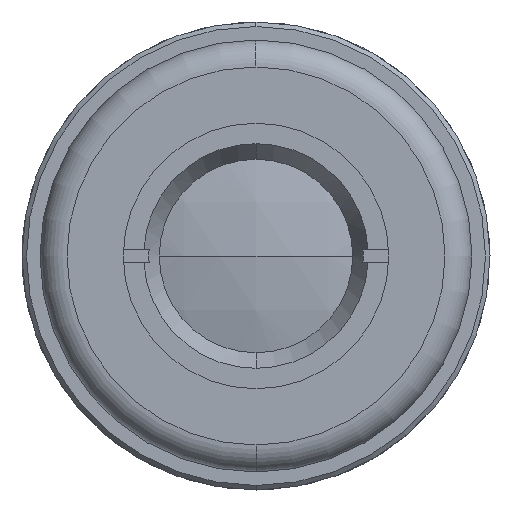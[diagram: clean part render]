
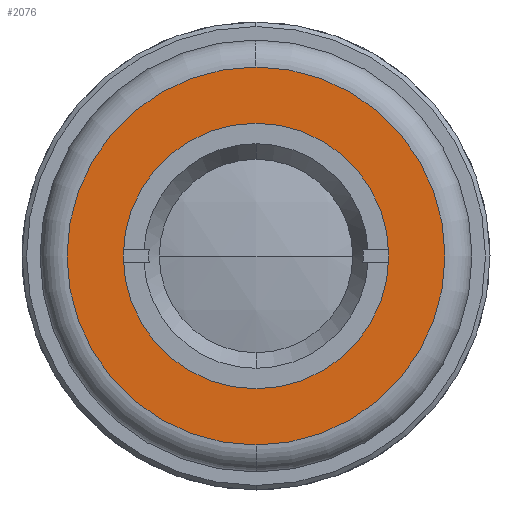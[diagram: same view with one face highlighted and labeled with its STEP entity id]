
A CAD part, left-side view. The second image highlights one B-rep face of the part: STEP entity #2076.
In plain terms, the highlighted planar face has unit normal (-1, 0, 0).
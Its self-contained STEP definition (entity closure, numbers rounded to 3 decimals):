
#63 = DIRECTION ( 'NONE',  ( -1., 0., 0. ) ) ;
#84 = ORIENTED_EDGE ( 'NONE', *, *, #1979, .F. ) ;
#122 = DIRECTION ( 'NONE',  ( 0., 0., -1. ) ) ;
#135 = CIRCLE ( 'NONE', #1561, 14.75 ) ;
#319 = DIRECTION ( 'NONE',  ( 0., 0., 1. ) ) ;
#460 = CARTESIAN_POINT ( 'NONE',  ( -33.9, 0., 0. ) ) ;
#481 = ORIENTED_EDGE ( 'NONE', *, *, #1489, .T. ) ;
#508 = CIRCLE ( 'NONE', #560, 14.75 ) ;
#518 = CARTESIAN_POINT ( 'NONE',  ( -33.9, 0., 21. ) ) ;
#560 = AXIS2_PLACEMENT_3D ( 'NONE', #1919, #1645, #319 ) ;
#578 = VERTEX_POINT ( 'NONE', #3225 ) ;
#717 = DIRECTION ( 'NONE',  ( -1., 0., 0. ) ) ;
#765 = CARTESIAN_POINT ( 'NONE',  ( -33.9, 0., -14.75 ) ) ;
#861 = CARTESIAN_POINT ( 'NONE',  ( -33.9, 0., 0. ) ) ;
#1100 = DIRECTION ( 'NONE',  ( 0., 0., 1. ) ) ;
#1161 = CIRCLE ( 'NONE', #3313, 21. ) ;
#1260 = ORIENTED_EDGE ( 'NONE', *, *, #3366, .T. ) ;
#1434 = DIRECTION ( 'NONE',  ( 0., 0., -1. ) ) ;
#1489 = EDGE_CURVE ( 'NONE', #3275, #2394, #1161, .T. ) ;
#1561 = AXIS2_PLACEMENT_3D ( 'NONE', #861, #3303, #1100 ) ;
#1645 = DIRECTION ( 'NONE',  ( -1., 0., 0. ) ) ;
#1685 = FACE_BOUND ( 'NONE', #2608, .T. ) ;
#1753 = DIRECTION ( 'NONE',  ( 1., 0., 0. ) ) ;
#1808 = EDGE_LOOP ( 'NONE', ( #1260, #481 ) ) ;
#1919 = CARTESIAN_POINT ( 'NONE',  ( -33.9, 0., 0. ) ) ;
#1979 = EDGE_CURVE ( 'NONE', #2900, #578, #135, .T. ) ;
#1993 = EDGE_CURVE ( 'NONE', #578, #2900, #508, .T. ) ;
#2070 = ORIENTED_EDGE ( 'NONE', *, *, #1993, .F. ) ;
#2076 = ADVANCED_FACE ( 'NONE', ( #2261, #1685 ), #2248, .F. ) ;
#2248 = PLANE ( 'NONE',  #2345 ) ;
#2261 = FACE_OUTER_BOUND ( 'NONE', #1808, .T. ) ;
#2345 = AXIS2_PLACEMENT_3D ( 'NONE', #3347, #1753, #122 ) ;
#2377 = CARTESIAN_POINT ( 'NONE',  ( -33.9, 0., -21. ) ) ;
#2394 = VERTEX_POINT ( 'NONE', #2377 ) ;
#2414 = AXIS2_PLACEMENT_3D ( 'NONE', #2775, #63, #1434 ) ;
#2608 = EDGE_LOOP ( 'NONE', ( #2070, #84 ) ) ;
#2704 = CIRCLE ( 'NONE', #2414, 21. ) ;
#2775 = CARTESIAN_POINT ( 'NONE',  ( -33.9, 0., 0. ) ) ;
#2900 = VERTEX_POINT ( 'NONE', #765 ) ;
#3225 = CARTESIAN_POINT ( 'NONE',  ( -33.9, 0., 14.75 ) ) ;
#3275 = VERTEX_POINT ( 'NONE', #518 ) ;
#3303 = DIRECTION ( 'NONE',  ( -1., 0., 0. ) ) ;
#3313 = AXIS2_PLACEMENT_3D ( 'NONE', #460, #717, #3433 ) ;
#3347 = CARTESIAN_POINT ( 'NONE',  ( -33.9, 24., 0. ) ) ;
#3366 = EDGE_CURVE ( 'NONE', #2394, #3275, #2704, .T. ) ;
#3433 = DIRECTION ( 'NONE',  ( 0., 0., -1. ) ) ;
